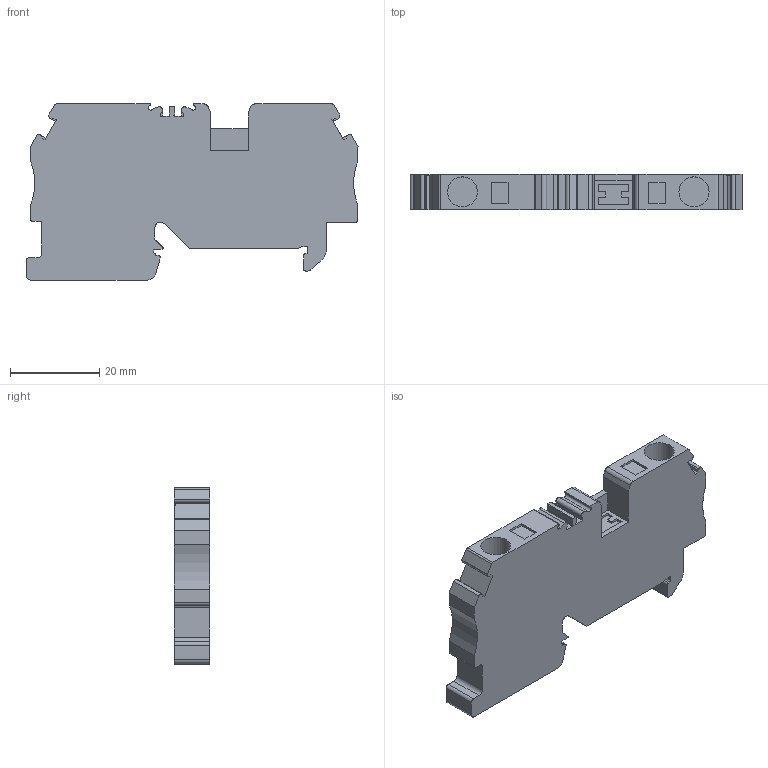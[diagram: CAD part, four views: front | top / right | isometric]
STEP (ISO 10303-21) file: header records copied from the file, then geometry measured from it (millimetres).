
FILE_DESCRIPTION(/* description */ ('Unknown'),/* implementation_level */ '2;1');
FILE_NAME(/* name */ 'DSET6_GN_3D',/* time_stamp */ '2019-10-03T17:38:11+05:00',/* author */ ('Unknown'),/* organization */ ('Unknown'),/* preprocessor_version */ 'ST-DEVELOPER v16.7',/* originating_system */ 'DEX',/* authorisation */ $);
FILE_SCHEMA (('AUTOMOTIVE_DESIGN {1 0 10303 214 3 1 1}'));
Length unit declared in the file: millimetre
Products named in the file (1): DSET6
Bounding box: 74.5 x 8 x 39.5 mm (x, y, z)
Volume: 17324.1 mm3; surface area: 7839.4 mm2
Topology: 1 solids, 1 shells, 169 faces, 485 edges, 324 vertices
Faces by surface type: plane 122, cylinder 47
Full cylindrical faces by diameter (mm): 6.75 x2
Entity records: 5530 total; most frequent: CARTESIAN_POINT 977, ORIENTED_EDGE 966, DIRECTION 918, EDGE_CURVE 483, LINE 388, VECTOR 388, VERTEX_POINT 324, AXIS2_PLACEMENT_3D 265
